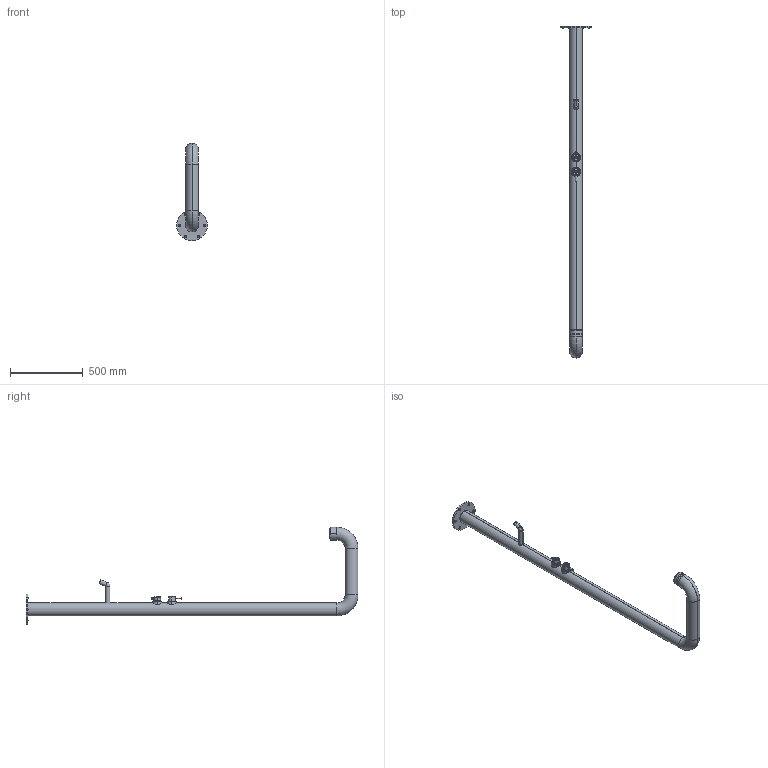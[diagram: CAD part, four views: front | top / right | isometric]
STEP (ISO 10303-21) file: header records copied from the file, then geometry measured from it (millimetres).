
FILE_DESCRIPTION (( 'STEP AP203' ), '1' );
FILE_NAME ('99ZP09569.STEP', '2024-01-19T09:02:56', ( '' ), ( '' ), 'SwSTEP 2.0', 'SolidWorks 2021', '' );
FILE_SCHEMA (( 'CONFIG_CONTROL_DESIGN' ));
Length unit declared in the file: millimetre
Products named in the file (1): 99ZP09569
Bounding box: 210 x 2281.5 x 669.5 mm (x, y, z)
Volume: 2413674.3 mm3; surface area: 1732296.5 mm2
Topology: 56 solids, 56 shells, 1863 faces, 3852 edges, 2254 vertices
Faces by surface type: bspline 812, cylinder 636, plane 275, cone 96, torus 32, sphere 12
Entity records: 68711 total; most frequent: CARTESIAN_POINT 32432, ORIENTED_EDGE 7704, DIRECTION 7450, EDGE_CURVE 3852, AXIS2_PLACEMENT_3D 3342, CIRCLE 2290, VERTEX_POINT 2254, EDGE_LOOP 2220
